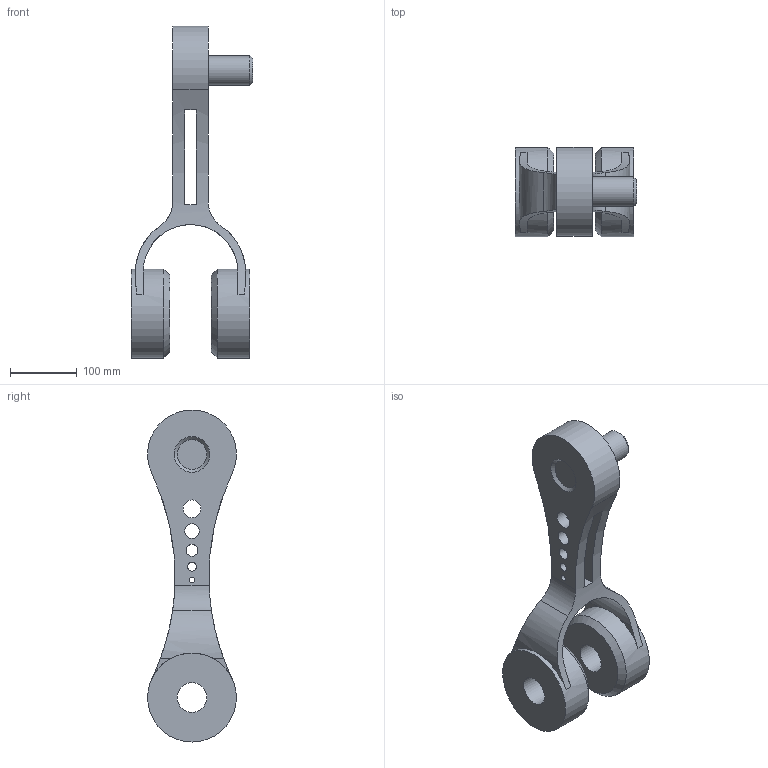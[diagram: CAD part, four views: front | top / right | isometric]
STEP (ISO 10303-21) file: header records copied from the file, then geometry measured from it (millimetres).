
FILE_DESCRIPTION(/* description */ (''),/* implementation_level */ '2;1');
FILE_NAME(/* name */ 'upper_leg.stp',/* time_stamp */ '2019-08-09T11:27:56-04:00',/* author */ ('thowison'),/* organization */ (''),/* preprocessor_version */ 'ST-DEVELOPER v17',/* originating_system */ 'Autodesk Inventor 2018',/* authorisation */ '');
FILE_SCHEMA (('AUTOMOTIVE_DESIGN { 1 0 10303 214 3 1 1 }'));
Length unit declared in the file: inch
Products named in the file (1): upper leg scaled
Bounding box: 182.25 x 133.35 x 497.84 mm (x, y, z)
Volume: 2769836.9 mm3; surface area: 256344.1 mm2
Topology: 1 solids, 1 shells, 47 faces, 149 edges, 108 vertices
Faces by surface type: cylinder 23, plane 20, cone 4
Full cylindrical faces by diameter (mm): 8.89 x2, 13.335 x2, 17.78 x2, 22.225 x2, 26.67 x2, 44.45 x3, 133.35 x2
Entity records: 2086 total; most frequent: CARTESIAN_POINT 531, DIRECTION 321, ORIENTED_EDGE 298, EDGE_CURVE 149, AXIS2_PLACEMENT_3D 138, VERTEX_POINT 108, CIRCLE 82, EDGE_LOOP 77
